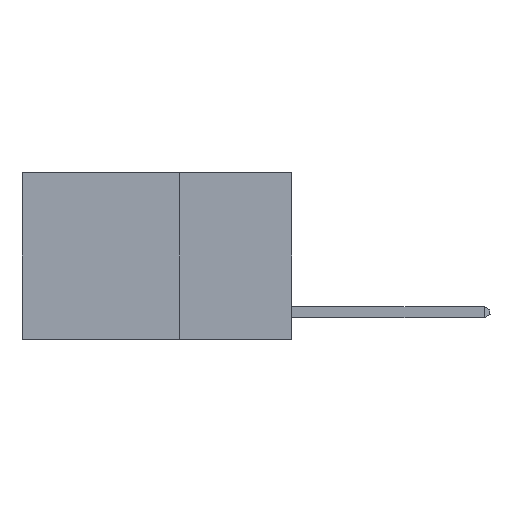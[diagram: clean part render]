
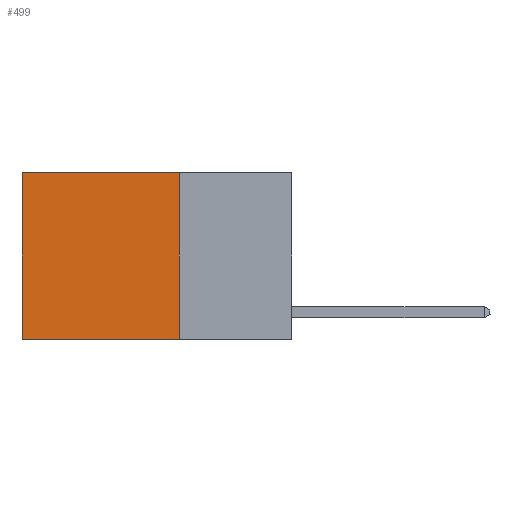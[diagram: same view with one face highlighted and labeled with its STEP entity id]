
A CAD part, left-side view. The second image highlights one B-rep face of the part: STEP entity #499.
In plain terms, the highlighted planar face has unit normal (-1, 0, 0).
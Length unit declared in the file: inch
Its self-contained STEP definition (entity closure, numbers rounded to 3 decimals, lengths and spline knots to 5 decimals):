
#499 = ADVANCED_FACE ( 'NONE', ( #9821 ), #2930, .F. ) ;
#788 = EDGE_CURVE ( 'NONE', #6814, #6174, #5838, .T. ) ;
#816 = VERTEX_POINT ( 'NONE', #6715 ) ;
#901 = CARTESIAN_POINT ( 'NONE',  ( 0.2625, 0.25, 0. ) ) ;
#953 = CARTESIAN_POINT ( 'NONE',  ( 0.2625, 0.6, -0.37 ) ) ;
#1084 = DIRECTION ( 'NONE',  ( 1., 0., 0. ) ) ;
#1444 = CARTESIAN_POINT ( 'NONE',  ( 0.2625, 0.25, -0.37 ) ) ;
#1505 = DIRECTION ( 'NONE',  ( 0., 1., 0. ) ) ;
#1830 = EDGE_CURVE ( 'NONE', #6814, #816, #3647, .T. ) ;
#1885 = CARTESIAN_POINT ( 'NONE',  ( 0.2625, 0.25, 0. ) ) ;
#1966 = ORIENTED_EDGE ( 'NONE', *, *, #1991, .F. ) ;
#1991 = EDGE_CURVE ( 'NONE', #816, #7447, #2185, .T. ) ;
#2085 = AXIS2_PLACEMENT_3D ( 'NONE', #1885, #1084, #8064 ) ;
#2185 = LINE ( 'NONE', #1444, #7487 ) ;
#2191 = EDGE_CURVE ( 'NONE', #6174, #7447, #2874, .T. ) ;
#2704 = VECTOR ( 'NONE', #4493, 39.37008 ) ;
#2874 = LINE ( 'NONE', #9878, #2704 ) ;
#2930 = PLANE ( 'NONE',  #2085 ) ;
#3647 = LINE ( 'NONE', #7141, #4547 ) ;
#3707 = DIRECTION ( 'NONE',  ( 0., 0., -1. ) ) ;
#4493 = DIRECTION ( 'NONE',  ( 0., 0., -1. ) ) ;
#4547 = VECTOR ( 'NONE', #3707, 39.37008 ) ;
#5838 = LINE ( 'NONE', #6895, #6137 ) ;
#6043 = ORIENTED_EDGE ( 'NONE', *, *, #788, .T. ) ;
#6065 = DIRECTION ( 'NONE',  ( 0., 1., 0. ) ) ;
#6137 = VECTOR ( 'NONE', #6065, 39.37008 ) ;
#6174 = VERTEX_POINT ( 'NONE', #7173 ) ;
#6715 = CARTESIAN_POINT ( 'NONE',  ( 0.2625, 0.25, -0.37 ) ) ;
#6814 = VERTEX_POINT ( 'NONE', #901 ) ;
#6894 = ORIENTED_EDGE ( 'NONE', *, *, #2191, .T. ) ;
#6895 = CARTESIAN_POINT ( 'NONE',  ( 0.2625, 0.25, 0. ) ) ;
#7141 = CARTESIAN_POINT ( 'NONE',  ( 0.2625, 0.25, 0. ) ) ;
#7173 = CARTESIAN_POINT ( 'NONE',  ( 0.2625, 0.6, 0. ) ) ;
#7447 = VERTEX_POINT ( 'NONE', #953 ) ;
#7487 = VECTOR ( 'NONE', #1505, 39.37008 ) ;
#8064 = DIRECTION ( 'NONE',  ( 0., 0., -1. ) ) ;
#9315 = ORIENTED_EDGE ( 'NONE', *, *, #1830, .F. ) ;
#9821 = FACE_OUTER_BOUND ( 'NONE', #10599, .T. ) ;
#9878 = CARTESIAN_POINT ( 'NONE',  ( 0.2625, 0.6, 0. ) ) ;
#10599 = EDGE_LOOP ( 'NONE', ( #6894, #1966, #9315, #6043 ) ) ;
